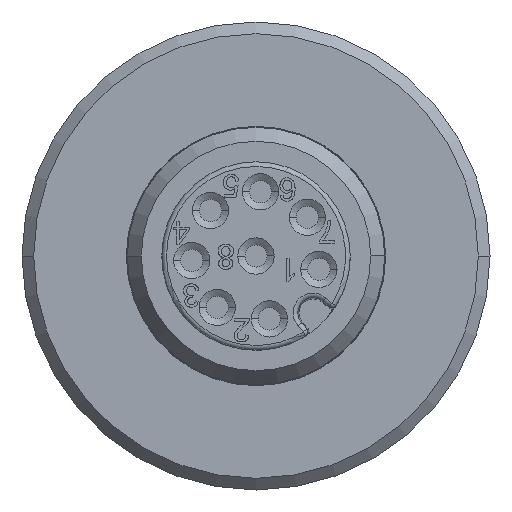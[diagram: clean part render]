
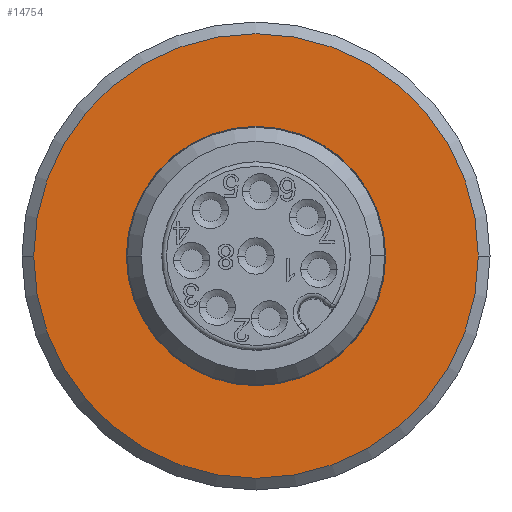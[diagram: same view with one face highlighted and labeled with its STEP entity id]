
A CAD part, front view. The second image highlights one B-rep face of the part: STEP entity #14754.
In plain terms, the highlighted planar face has unit normal (0, -1, 0).
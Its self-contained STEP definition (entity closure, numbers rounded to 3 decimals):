
#1607=CARTESIAN_POINT('',(0.,-8.75,0.));
#1608=DIRECTION('',(0.,1.,0.));
#1609=DIRECTION('',(-1.,0.,0.));
#1610=AXIS2_PLACEMENT_3D('',#1607,#1608,#1609);
#1612=CARTESIAN_POINT('',(0.,-8.75,0.));
#1613=DIRECTION('',(0.,1.,0.));
#1614=DIRECTION('',(0.,0.,1.));
#1615=AXIS2_PLACEMENT_3D('',#1612,#1613,#1614);
#1617=CARTESIAN_POINT('',(0.,-8.75,0.));
#1618=DIRECTION('',(0.,1.,0.));
#1619=DIRECTION('',(1.,0.,0.));
#1620=AXIS2_PLACEMENT_3D('',#1617,#1618,#1619);
#1622=CARTESIAN_POINT('',(0.,-8.75,0.));
#1623=DIRECTION('',(0.,1.,0.));
#1624=DIRECTION('',(0.,0.,-1.));
#1625=AXIS2_PLACEMENT_3D('',#1622,#1623,#1624);
#1627=CARTESIAN_POINT('',(0.,-8.75,0.));
#1628=DIRECTION('',(0.,-1.,0.));
#1629=DIRECTION('',(-1.,0.,0.));
#1630=AXIS2_PLACEMENT_3D('',#1627,#1628,#1629);
#1632=CARTESIAN_POINT('',(0.,-8.75,0.));
#1633=DIRECTION('',(0.,-1.,0.));
#1634=DIRECTION('',(1.,0.,0.));
#1635=AXIS2_PLACEMENT_3D('',#1632,#1633,#1634);
#11587=CARTESIAN_POINT('',(5.541,-8.75,0.));
#11588=VERTEX_POINT('',#11587);
#11589=CARTESIAN_POINT('',(-5.541,-8.75,0.));
#11590=VERTEX_POINT('',#11589);
#11592=CARTESIAN_POINT('',(0.,-8.75,9.5));
#11593=CARTESIAN_POINT('',(9.5,-8.75,0.));
#11594=VERTEX_POINT('',#11592);
#11595=VERTEX_POINT('',#11593);
#11596=CARTESIAN_POINT('',(-9.5,-8.75,0.));
#11597=VERTEX_POINT('',#11596);
#11598=CARTESIAN_POINT('',(0.,-8.75,-9.5));
#11599=VERTEX_POINT('',#11598);
#14735=CARTESIAN_POINT('',(0.,-8.75,0.));
#14736=DIRECTION('',(0.,1.,0.));
#14737=DIRECTION('',(1.,0.,0.));
#14738=AXIS2_PLACEMENT_3D('',#14735,#14736,#14737);
#14739=PLANE('',#14738);
#14741=ORIENTED_EDGE('',*,*,#14740,.T.);
#14743=ORIENTED_EDGE('',*,*,#14742,.T.);
#14745=ORIENTED_EDGE('',*,*,#14744,.T.);
#14747=ORIENTED_EDGE('',*,*,#14746,.T.);
#14748=EDGE_LOOP('',(#14741,#14743,#14745,#14747));
#14749=FACE_OUTER_BOUND('',#14748,.F.);
#14750=ORIENTED_EDGE('',*,*,#14683,.T.);
#14751=ORIENTED_EDGE('',*,*,#14582,.T.);
#14752=EDGE_LOOP('',(#14750,#14751));
#14753=FACE_BOUND('',#14752,.F.);
#14754=ADVANCED_FACE('',(#14749,#14753),#14739,.F.);
#1611=CIRCLE('',#1610,9.5);
#1616=CIRCLE('',#1615,9.5);
#1621=CIRCLE('',#1620,9.5);
#1626=CIRCLE('',#1625,9.5);
#1631=CIRCLE('',#1630,5.541);
#1636=CIRCLE('',#1635,5.541);
#14582=EDGE_CURVE('',#11588,#11590,#1636,.T.);
#14683=EDGE_CURVE('',#11590,#11588,#1631,.T.);
#14740=EDGE_CURVE('',#11597,#11594,#1611,.T.);
#14742=EDGE_CURVE('',#11594,#11595,#1616,.T.);
#14744=EDGE_CURVE('',#11595,#11599,#1621,.T.);
#14746=EDGE_CURVE('',#11599,#11597,#1626,.T.);
